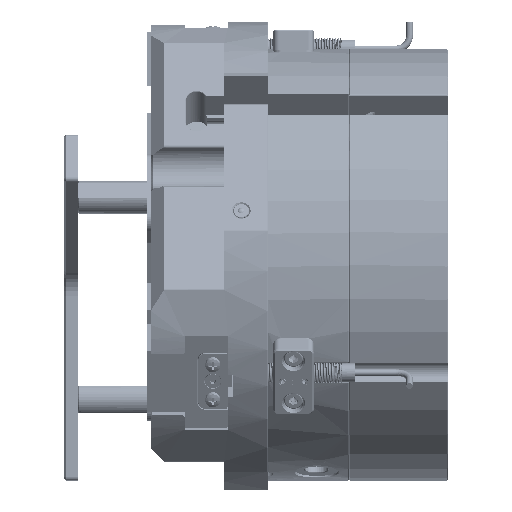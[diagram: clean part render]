
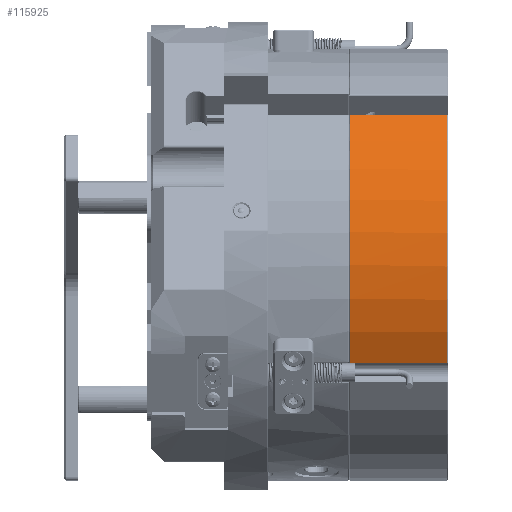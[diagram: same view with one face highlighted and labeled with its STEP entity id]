
A CAD part, left-side view. The second image highlights one B-rep face of the part: STEP entity #115925.
In plain terms, the highlighted cylindrical face has radius 80 mm (diameter 160 mm), a partial arc.
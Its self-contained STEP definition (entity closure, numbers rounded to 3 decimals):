
#5330 = DIRECTION ( 'NONE',  ( 1., 0., 0. ) ) ;
#6787 = VERTEX_POINT ( 'NONE', #116864 ) ;
#25062 = LINE ( 'NONE', #59966, #57337 ) ;
#26300 = EDGE_CURVE ( 'NONE', #136696, #54178, #45597, .T. ) ;
#26672 = EDGE_CURVE ( 'NONE', #144661, #136696, #104580, .T. ) ;
#38429 = CARTESIAN_POINT ( 'NONE',  ( 71.24, 36.398, 0.25 ) ) ;
#43118 = EDGE_CURVE ( 'NONE', #85290, #6787, #25062, .T. ) ;
#45597 = LINE ( 'NONE', #129445, #106540 ) ;
#54178 = VERTEX_POINT ( 'NONE', #155129 ) ;
#57337 = VECTOR ( 'NONE', #108377, 1000. ) ;
#59966 = CARTESIAN_POINT ( 'NONE',  ( 57.69, -55.424, 36.5 ) ) ;
#62488 = CYLINDRICAL_SURFACE ( 'NONE', #63584, 80. ) ;
#63584 = AXIS2_PLACEMENT_3D ( 'NONE', #82964, #143576, #131349 ) ;
#63956 = CARTESIAN_POINT ( 'NONE',  ( 0., 0., 0.25 ) ) ;
#64019 = ORIENTED_EDGE ( 'NONE', *, *, #26300, .T. ) ;
#64807 = EDGE_LOOP ( 'NONE', ( #154140, #120147, #106355, #110683, #64019 ) ) ;
#66673 = DIRECTION ( 'NONE',  ( 0., 0., -1. ) ) ;
#70671 = EDGE_CURVE ( 'NONE', #54178, #85290, #113421, .T. ) ;
#76144 = DIRECTION ( 'NONE',  ( 1., 0., 0. ) ) ;
#78055 = DIRECTION ( 'NONE',  ( 0., 0., 1. ) ) ;
#82964 = CARTESIAN_POINT ( 'NONE',  ( 0., 0., 36.5 ) ) ;
#85290 = VERTEX_POINT ( 'NONE', #99925 ) ;
#86637 = AXIS2_PLACEMENT_3D ( 'NONE', #139458, #66673, #151714 ) ;
#92094 = CARTESIAN_POINT ( 'NONE',  ( 80., 0., 0.25 ) ) ;
#96970 = AXIS2_PLACEMENT_3D ( 'NONE', #63956, #148953, #76144 ) ;
#99925 = CARTESIAN_POINT ( 'NONE',  ( 57.69, -55.424, 36.25 ) ) ;
#103668 = FACE_OUTER_BOUND ( 'NONE', #64807, .T. ) ;
#104016 = DIRECTION ( 'NONE',  ( 0., 0., 1. ) ) ;
#104580 = CIRCLE ( 'NONE', #96970, 80. ) ;
#106355 = ORIENTED_EDGE ( 'NONE', *, *, #135764, .T. ) ;
#106540 = VECTOR ( 'NONE', #104016, 1000. ) ;
#107895 = AXIS2_PLACEMENT_3D ( 'NONE', #150864, #78055, #5330 ) ;
#108377 = DIRECTION ( 'NONE',  ( 0., 0., -1. ) ) ;
#110683 = ORIENTED_EDGE ( 'NONE', *, *, #26672, .T. ) ;
#113421 = CIRCLE ( 'NONE', #86637, 80. ) ;
#113976 = CIRCLE ( 'NONE', #107895, 80. ) ;
#115925 = ADVANCED_FACE ( 'NONE', ( #103668 ), #62488, .T. ) ;
#116864 = CARTESIAN_POINT ( 'NONE',  ( 57.69, -55.424, 0.25 ) ) ;
#120147 = ORIENTED_EDGE ( 'NONE', *, *, #43118, .T. ) ;
#129445 = CARTESIAN_POINT ( 'NONE',  ( 71.24, 36.398, 18.25 ) ) ;
#131349 = DIRECTION ( 'NONE',  ( -1., 0., 0. ) ) ;
#135764 = EDGE_CURVE ( 'NONE', #6787, #144661, #113976, .T. ) ;
#136696 = VERTEX_POINT ( 'NONE', #38429 ) ;
#139458 = CARTESIAN_POINT ( 'NONE',  ( 0., 0., 36.25 ) ) ;
#143576 = DIRECTION ( 'NONE',  ( 0., 0., -1. ) ) ;
#144661 = VERTEX_POINT ( 'NONE', #92094 ) ;
#148953 = DIRECTION ( 'NONE',  ( 0., 0., 1. ) ) ;
#150864 = CARTESIAN_POINT ( 'NONE',  ( 0., 0., 0.25 ) ) ;
#151714 = DIRECTION ( 'NONE',  ( 1., 0., 0. ) ) ;
#154140 = ORIENTED_EDGE ( 'NONE', *, *, #70671, .T. ) ;
#155129 = CARTESIAN_POINT ( 'NONE',  ( 71.24, 36.398, 36.25 ) ) ;
